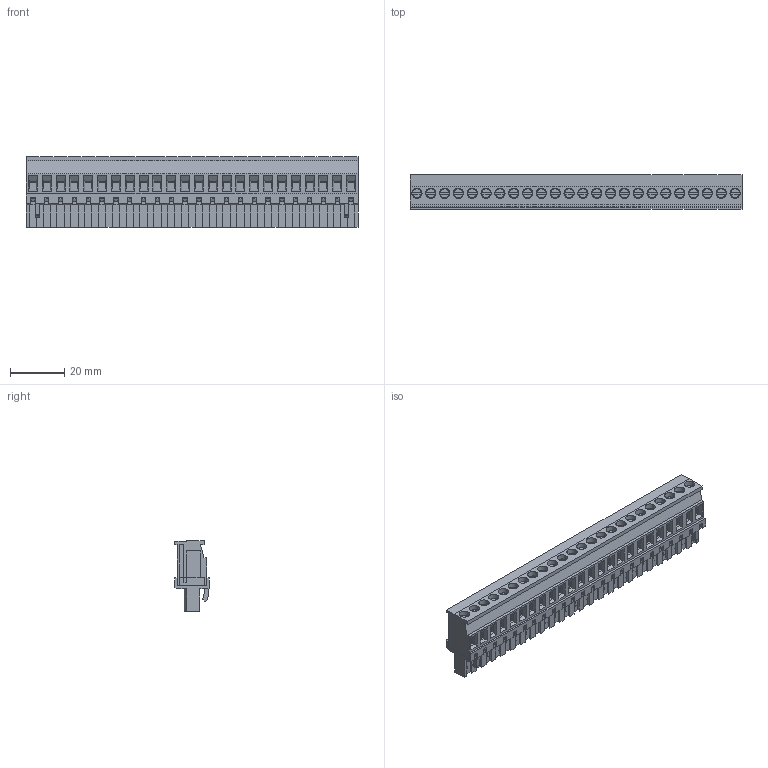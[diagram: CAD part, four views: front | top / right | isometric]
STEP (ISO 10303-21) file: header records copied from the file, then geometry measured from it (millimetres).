
FILE_DESCRIPTION( ( 'Unknown' ), '1' );
FILE_NAME( '691352510024.stp', 'Unknown', ( 'Unknown' ), ( 'Unknown' ), 'PSStep 14.0', 'Unknown', ' ' );
FILE_SCHEMA( ( 'AUTOMOTIVE_DESIGN { 1 0 10303 214 1 1 1 1 }' ) );
Length unit declared in the file: millimetre
Products named in the file (6): Assem1; 6913525100xx_CAGE; 6913525100xx; 6913525100xx_VIS; 691343510024; 691343510024_BAS
Assembly tree (74 placements, depth 2):
  Assem1
    6913525100xx_CAGE  x24
    6913525100xx  x24
    6913525100xx_VIS  x24
    691343510024
    691343510024_BAS
Bounding box: 121.92 x 12.6 x 26 mm (x, y, z)
Volume: 18754.3 mm3; surface area: 42306.5 mm2
Topology: 74 solids, 74 shells, 4880 faces, 13528 edges, 8794 vertices
Faces by surface type: plane 3766, cylinder 970, cone 72, torus 72
Full cylindrical faces by diameter (mm): 1.5 x24, 2.2 x24, 2.7 x24, 2.9 x24, 3 x24, 3.7 x24, 3.75 x24
Entity records: 101598 total; most frequent: CARTESIAN_POINT 14396, ORIENTED_EDGE 14144, DIRECTION 12698, EDGE_CURVE 7072, LINE 6702, VECTOR 6702, VERTEX_POINT 4672, AXIS2_PLACEMENT_3D 2998
